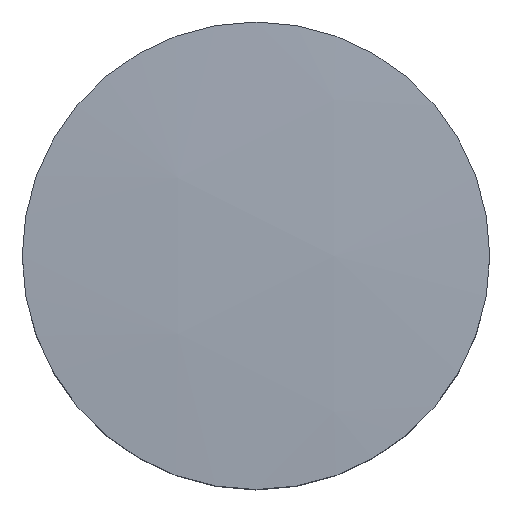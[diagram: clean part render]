
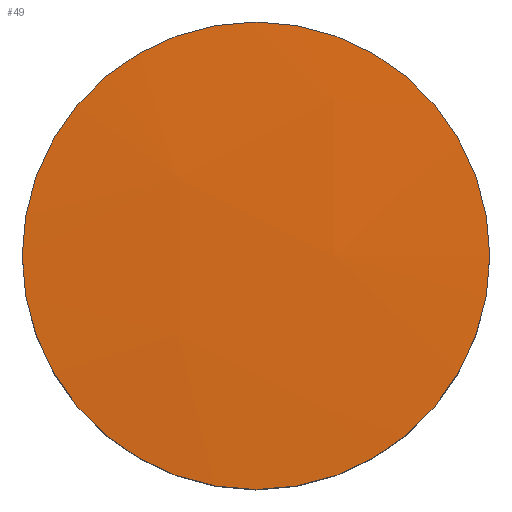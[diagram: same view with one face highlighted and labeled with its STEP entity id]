
A CAD part, top view. The second image highlights one B-rep face of the part: STEP entity #49.
In plain terms, the highlighted spherical face has radius 51.17 mm.
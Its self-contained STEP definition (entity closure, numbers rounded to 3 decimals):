
#18=FACE_OUTER_BOUND('',#21,.T.);
#21=EDGE_LOOP('',(#37,#38));
#24=CIRCLE('',#73,3.125);
#25=CIRCLE('',#74,3.125);
#28=VERTEX_POINT('',#98);
#29=VERTEX_POINT('',#99);
#32=EDGE_CURVE('',#28,#29,#24,.T.);
#33=EDGE_CURVE('',#29,#28,#25,.T.);
#37=ORIENTED_EDGE('',*,*,#32,.T.);
#38=ORIENTED_EDGE('',*,*,#33,.T.);
#47=SPHERICAL_SURFACE('',#72,51.17);
#49=ADVANCED_FACE('',(#18),#47,.T.);
#72=AXIS2_PLACEMENT_3D('',#97,#81,#82);
#73=AXIS2_PLACEMENT_3D('',#100,#83,#84);
#74=AXIS2_PLACEMENT_3D('',#101,#85,#86);
#81=DIRECTION('center_axis',(-1.,0.,0.));
#82=DIRECTION('ref_axis',(0.,-1.,0.));
#83=DIRECTION('center_axis',(0.,0.,1.));
#84=DIRECTION('ref_axis',(0.814,-0.581,0.));
#85=DIRECTION('center_axis',(0.,0.,1.));
#86=DIRECTION('ref_axis',(0.814,-0.581,0.));
#97=CARTESIAN_POINT('Origin',(0.,0.,
-49.27));
#98=CARTESIAN_POINT('',(3.125,0.,1.804));
#99=CARTESIAN_POINT('',(-3.125,0.,1.804));
#100=CARTESIAN_POINT('Origin',(0.,0.,
1.804));
#101=CARTESIAN_POINT('Origin',(0.,0.,
1.804));
